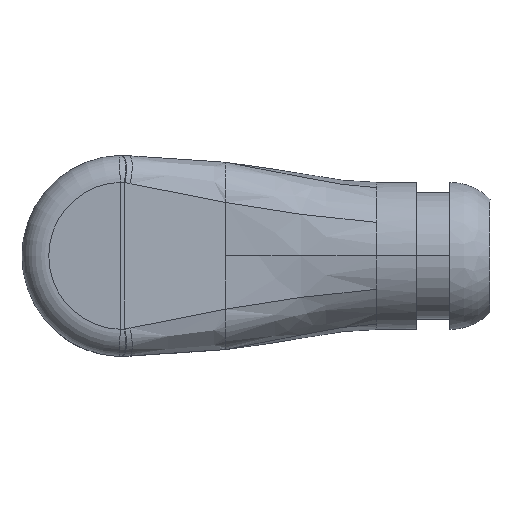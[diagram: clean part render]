
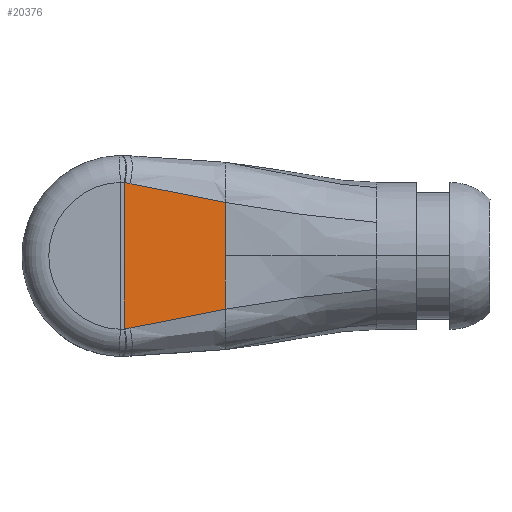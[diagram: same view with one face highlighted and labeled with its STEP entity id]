
A CAD part, top view. The second image highlights one B-rep face of the part: STEP entity #20376.
In plain terms, the highlighted planar face has unit normal (0.103, 0, 0.995).
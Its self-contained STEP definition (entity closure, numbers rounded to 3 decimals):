
#2067=CARTESIAN_POINT('',(7.7,0.,
25.6));
#2068=CARTESIAN_POINT('',(7.7,-0.665,
25.6));
#2069=CARTESIAN_POINT('',(7.7,-2.012,25.6));
#2070=CARTESIAN_POINT('',(7.7,-3.342,25.6));
#2071=CARTESIAN_POINT('',(7.7,-3.991,25.6));
#2084=DIRECTION('',(0.982,0.161,-0.097));
#2085=VECTOR('',#2084,0.056);
#2086=CARTESIAN_POINT('',(0.155,-5.482,
26.384));
#2087=LINE('',#2086,#2085);
#2091=DIRECTION('',(-0.982,0.161,0.096));
#2092=VECTOR('',#2091,0.056);
#2093=CARTESIAN_POINT('',(0.21,5.473,26.378));
#2094=LINE('',#2093,#2092);
#2098=CARTESIAN_POINT('',(0.577,5.395,26.34));
#2099=CARTESIAN_POINT('',(0.52,5.408,26.346));
#2100=CARTESIAN_POINT('',(0.424,5.43,26.356));
#2101=CARTESIAN_POINT('',(0.413,5.432,26.357));
#2102=CARTESIAN_POINT('',(0.285,5.46,26.37));
#2103=CARTESIAN_POINT('',(0.235,5.469,26.376));
#2104=CARTESIAN_POINT('',(0.21,5.473,26.378));
#2109=CARTESIAN_POINT('',(0.577,-5.395,
26.34));
#2110=CARTESIAN_POINT('',(0.988,-5.303,
26.297));
#2111=CARTESIAN_POINT('',(1.842,-5.118,26.209));
#2112=CARTESIAN_POINT('',(3.395,-4.809,26.047));
#2113=CARTESIAN_POINT('',(4.701,-4.562,25.912));
#2114=CARTESIAN_POINT('',(6.112,-4.299,25.765));
#2115=CARTESIAN_POINT('',(7.156,-4.098,25.657));
#2116=CARTESIAN_POINT('',(7.7,-3.991,25.6));
#2121=CARTESIAN_POINT('',(0.209,-5.473,
26.378));
#2122=CARTESIAN_POINT('',(0.251,-5.465,
26.374));
#2123=CARTESIAN_POINT('',(0.332,-5.449,
26.365));
#2124=CARTESIAN_POINT('',(0.455,-5.424,
26.353));
#2125=CARTESIAN_POINT('',(0.536,-5.405,
26.344));
#2126=CARTESIAN_POINT('',(0.577,-5.395,
26.34));
#2643=CARTESIAN_POINT('',(0.21,5.473,26.378));
#2669=CARTESIAN_POINT('',(0.577,5.395,26.34));
#2670=CARTESIAN_POINT('',(0.989,5.302,26.297));
#2671=CARTESIAN_POINT('',(1.846,5.117,26.208));
#2672=CARTESIAN_POINT('',(3.401,4.808,26.047));
#2673=CARTESIAN_POINT('',(4.706,4.561,25.911));
#2674=CARTESIAN_POINT('',(6.116,4.298,25.765));
#2675=CARTESIAN_POINT('',(7.157,4.097,25.656));
#2676=CARTESIAN_POINT('',(7.7,3.991,25.6));
#5124=CARTESIAN_POINT('',(7.7,3.991,25.6));
#5125=CARTESIAN_POINT('',(7.7,3.342,25.6));
#5126=CARTESIAN_POINT('',(7.7,2.012,25.6));
#5127=CARTESIAN_POINT('',(7.7,0.665,25.6));
#5128=CARTESIAN_POINT('',(7.7,0.,
25.6));
#5158=DIRECTION('',(0.,1.,0.));
#5159=VECTOR('',#5158,10.964);
#5160=CARTESIAN_POINT('',(0.155,-5.482,
26.384));
#5161=LINE('',#5160,#5159);
#5230=CARTESIAN_POINT('',(0.577,-5.395,
26.34));
#5265=CARTESIAN_POINT('',(7.7,-3.991,25.6));
#15949=VERTEX_POINT('',#2643);
#15950=VERTEX_POINT('',#2098);
#16293=VERTEX_POINT('',#2676);
#16298=VERTEX_POINT('',#5230);
#16299=VERTEX_POINT('',#2121);
#16305=VERTEX_POINT('',#5265);
#16308=VERTEX_POINT('',#2067);
#16620=CARTESIAN_POINT('',(0.155,5.482,
26.384));
#16621=VERTEX_POINT('',#16620);
#16622=CARTESIAN_POINT('',(0.155,-5.482,
26.384));
#16623=VERTEX_POINT('',#16622);
#20352=CARTESIAN_POINT('',(0.,7.5,26.4));
#20353=DIRECTION('',(-0.103,0.,-0.995));
#20354=DIRECTION('',(0.995,0.,-0.103));
#20355=AXIS2_PLACEMENT_3D('',#20352,#20353,#20354);
#20356=PLANE('',#20355);
#20358=ORIENTED_EDGE('',*,*,#20357,.F.);
#20360=ORIENTED_EDGE('',*,*,#20359,.T.);
#20362=ORIENTED_EDGE('',*,*,#20361,.F.);
#20364=ORIENTED_EDGE('',*,*,#20363,.F.);
#20366=ORIENTED_EDGE('',*,*,#20365,.T.);
#20368=ORIENTED_EDGE('',*,*,#20367,.T.);
#20369=ORIENTED_EDGE('',*,*,#20336,.T.);
#20371=ORIENTED_EDGE('',*,*,#20370,.F.);
#20373=ORIENTED_EDGE('',*,*,#20372,.F.);
#20374=EDGE_LOOP('',(#20358,#20360,#20362,#20364,#20366,#20368,#20369,#20371,
#20373));
#20375=FACE_OUTER_BOUND('',#20374,.F.);
#20376=ADVANCED_FACE('',(#20375),#20356,.F.);
#2072=B_SPLINE_CURVE_WITH_KNOTS('',3,(#2067,#2068,#2069,#2070,#2071),
.UNSPECIFIED.,.F.,.F.,(4,1,4),(0.,0.5,1.),.UNSPECIFIED.);
#2105=B_SPLINE_CURVE_WITH_KNOTS('',3,(#2098,#2099,#2100,#2101,#2102,#2103,
#2104),.UNSPECIFIED.,.F.,.F.,(4,1,1,1,4),(0.,0.25,0.5,0.75,1.),
.UNSPECIFIED.);
#2117=B_SPLINE_CURVE_WITH_KNOTS('',3,(#2109,#2110,#2111,#2112,#2113,#2114,#2115,
#2116),.UNSPECIFIED.,.F.,.F.,(4,1,1,1,1,4),(0.,0.2,0.4,0.6,0.8,1.),
.UNSPECIFIED.);
#2127=B_SPLINE_CURVE_WITH_KNOTS('',3,(#2121,#2122,#2123,#2124,#2125,#2126),
.UNSPECIFIED.,.F.,.F.,(4,1,1,4),(0.,0.333,0.667,1.),
.UNSPECIFIED.);
#2677=B_SPLINE_CURVE_WITH_KNOTS('',3,(#2669,#2670,#2671,#2672,#2673,#2674,#2675,
#2676),.UNSPECIFIED.,.F.,.F.,(4,1,1,1,1,4),(0.,0.2,0.4,0.6,0.8,1.),
.UNSPECIFIED.);
#5129=B_SPLINE_CURVE_WITH_KNOTS('',3,(#5124,#5125,#5126,#5127,#5128),
.UNSPECIFIED.,.F.,.F.,(4,1,4),(0.,0.5,1.),.UNSPECIFIED.);
#20336=EDGE_CURVE('',#16308,#16305,#2072,.T.);
#20357=EDGE_CURVE('',#16623,#16299,#2087,.T.);
#20359=EDGE_CURVE('',#16623,#16621,#5161,.T.);
#20361=EDGE_CURVE('',#15949,#16621,#2094,.T.);
#20363=EDGE_CURVE('',#15950,#15949,#2105,.T.);
#20365=EDGE_CURVE('',#15950,#16293,#2677,.T.);
#20367=EDGE_CURVE('',#16293,#16308,#5129,.T.);
#20370=EDGE_CURVE('',#16298,#16305,#2117,.T.);
#20372=EDGE_CURVE('',#16299,#16298,#2127,.T.);
